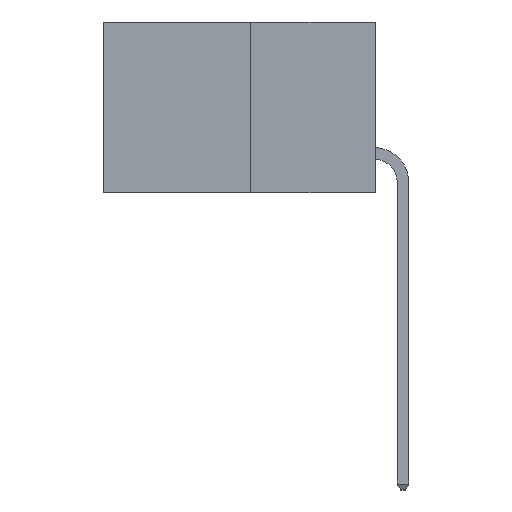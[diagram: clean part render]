
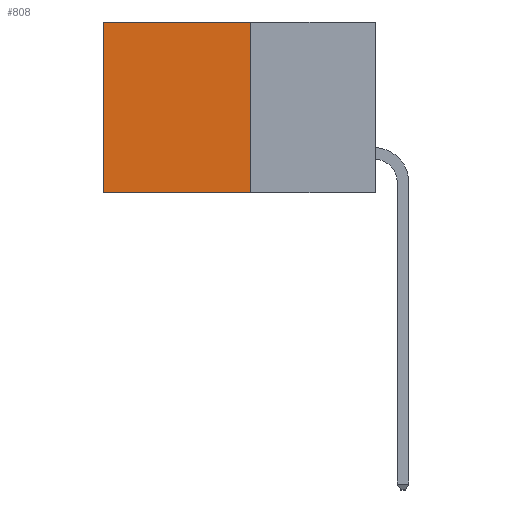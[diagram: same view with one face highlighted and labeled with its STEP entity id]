
A CAD part, left-side view. The second image highlights one B-rep face of the part: STEP entity #808.
In plain terms, the highlighted planar face has unit normal (-1, 0, 0).
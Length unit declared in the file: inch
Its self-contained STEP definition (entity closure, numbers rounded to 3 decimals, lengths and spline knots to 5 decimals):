
#358 = LINE ( 'NONE', #3622, #8550 ) ;
#465 = ORIENTED_EDGE ( 'NONE', *, *, #8403, .T. ) ;
#477 = ORIENTED_EDGE ( 'NONE', *, *, #10004, .F. ) ;
#502 = ORIENTED_EDGE ( 'NONE', *, *, #3505, .F. ) ;
#571 = VECTOR ( 'NONE', #4694, 39.37008 ) ;
#610 = ORIENTED_EDGE ( 'NONE', *, *, #10685, .T. ) ;
#808 = ADVANCED_FACE ( 'NONE', ( #3195 ), #3160, .F. ) ;
#1081 = DIRECTION ( 'NONE',  ( 0., 0., -1. ) ) ;
#1224 = CARTESIAN_POINT ( 'NONE',  ( 0.277, 0.59, -0.37 ) ) ;
#1926 = DIRECTION ( 'NONE',  ( 0., 1., 0. ) ) ;
#2423 = CARTESIAN_POINT ( 'NONE',  ( 0.277, 0.27, 0. ) ) ;
#3032 = LINE ( 'NONE', #7924, #571 ) ;
#3124 = VECTOR ( 'NONE', #1081, 39.37008 ) ;
#3160 = PLANE ( 'NONE',  #6533 ) ;
#3195 = FACE_OUTER_BOUND ( 'NONE', #7449, .T. ) ;
#3505 = EDGE_CURVE ( 'NONE', #7612, #8810, #10778, .T. ) ;
#3622 = CARTESIAN_POINT ( 'NONE',  ( 0.277, 0.27, -0.37 ) ) ;
#4328 = DIRECTION ( 'NONE',  ( 0., 0., -1. ) ) ;
#4533 = DIRECTION ( 'NONE',  ( 1., 0., 0. ) ) ;
#4655 = VECTOR ( 'NONE', #6221, 39.37008 ) ;
#4694 = DIRECTION ( 'NONE',  ( 0., 1., 0. ) ) ;
#5012 = CARTESIAN_POINT ( 'NONE',  ( 0.277, 0.27, -0.37 ) ) ;
#5646 = VERTEX_POINT ( 'NONE', #6450 ) ;
#6132 = CARTESIAN_POINT ( 'NONE',  ( 0.277, 0.27, -0.37 ) ) ;
#6220 = VERTEX_POINT ( 'NONE', #10178 ) ;
#6221 = DIRECTION ( 'NONE',  ( 0., 0., -1. ) ) ;
#6450 = CARTESIAN_POINT ( 'NONE',  ( 0.277, 0.59, -0.37 ) ) ;
#6533 = AXIS2_PLACEMENT_3D ( 'NONE', #5012, #4533, #4328 ) ;
#7417 = CARTESIAN_POINT ( 'NONE',  ( 0.277, 0.27, -0.37 ) ) ;
#7449 = EDGE_LOOP ( 'NONE', ( #465, #477, #502, #610 ) ) ;
#7455 = LINE ( 'NONE', #1224, #3124 ) ;
#7612 = VERTEX_POINT ( 'NONE', #2423 ) ;
#7924 = CARTESIAN_POINT ( 'NONE',  ( 0.277, 0.27, 0. ) ) ;
#8403 = EDGE_CURVE ( 'NONE', #6220, #5646, #7455, .T. ) ;
#8550 = VECTOR ( 'NONE', #1926, 39.37008 ) ;
#8810 = VERTEX_POINT ( 'NONE', #7417 ) ;
#10004 = EDGE_CURVE ( 'NONE', #8810, #5646, #358, .T. ) ;
#10178 = CARTESIAN_POINT ( 'NONE',  ( 0.277, 0.59, 0. ) ) ;
#10685 = EDGE_CURVE ( 'NONE', #7612, #6220, #3032, .T. ) ;
#10778 = LINE ( 'NONE', #6132, #4655 ) ;
